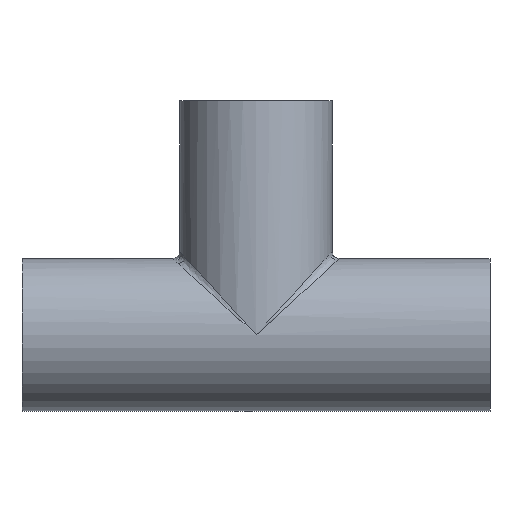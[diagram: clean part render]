
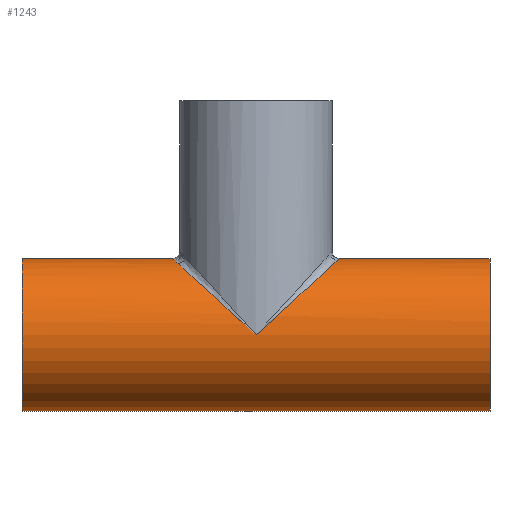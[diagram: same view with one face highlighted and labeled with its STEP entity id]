
A CAD part, front view. The second image highlights one B-rep face of the part: STEP entity #1243.
In plain terms, the highlighted cylindrical face has radius 21.2 mm (diameter 42.4 mm), a full revolution.
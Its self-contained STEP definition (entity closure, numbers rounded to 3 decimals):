
#939=CARTESIAN_POINT('',(0.0,21.2,0.0));
#940=VERTEX_POINT('',#939);
#941=CARTESIAN_POINT('',(0.0,-21.2,0.0));
#942=VERTEX_POINT('',#941);
#943=CARTESIAN_POINT('',(0.0,0.0,0.0));
#944=DIRECTION('',(0.675,0.0,0.738));
#945=DIRECTION('',(-0.738,0.0,0.675));
#946=AXIS2_PLACEMENT_3D('',#943,#944,#945);
#947=ELLIPSE('',#946,31.427,21.2);
#948=EDGE_CURVE('',#940,#942,#947,.T.);
#1141=CARTESIAN_POINT('',(0.0,0.0,0.0));
#1142=DIRECTION('',(-0.675,0.0,0.738));
#1143=DIRECTION('',(0.738,0.0,0.675));
#1144=AXIS2_PLACEMENT_3D('',#1141,#1142,#1143);
#1145=ELLIPSE('',#1144,31.427,21.2);
#1146=EDGE_CURVE('',#942,#940,#1145,.T.);
#1212=CARTESIAN_POINT('',(0.0,0.0,0.0));
#1213=DIRECTION('',(-1.0,0.0,0.0));
#1214=DIRECTION('',(0.0,-1.0,0.0));
#1215=AXIS2_PLACEMENT_3D('',#1212,#1213,#1214);
#1216=CYLINDRICAL_SURFACE('',#1215,21.2);
#1217=CARTESIAN_POINT('',(-65.0,-21.2,0.0));
#1218=VERTEX_POINT('',#1217);
#1219=CARTESIAN_POINT('',(-65.0,0.0,0.0));
#1220=DIRECTION('',(-1.0,0.0,0.0));
#1221=DIRECTION('',(0.0,-1.0,0.0));
#1222=AXIS2_PLACEMENT_3D('',#1219,#1220,#1221);
#1223=CIRCLE('',#1222,21.2);
#1224=EDGE_CURVE('',#1218,#1218,#1223,.T.);
#1225=ORIENTED_EDGE('',*,*,#1224,.F.);
#1226=EDGE_LOOP('',(#1225));
#1227=FACE_OUTER_BOUND('',#1226,.T.);
#1228=ORIENTED_EDGE('',*,*,#948,.F.);
#1229=ORIENTED_EDGE('',*,*,#1146,.F.);
#1230=EDGE_LOOP('',(#1228,#1229));
#1231=FACE_BOUND('',#1230,.T.);
#1232=CARTESIAN_POINT('',(65.0,-21.2,0.0));
#1233=VERTEX_POINT('',#1232);
#1234=CARTESIAN_POINT('',(65.0,0.0,0.0));
#1235=DIRECTION('',(-1.0,0.0,0.0));
#1236=DIRECTION('',(0.0,-1.0,0.0));
#1237=AXIS2_PLACEMENT_3D('',#1234,#1235,#1236);
#1238=CIRCLE('',#1237,21.2);
#1239=EDGE_CURVE('',#1233,#1233,#1238,.T.);
#1240=ORIENTED_EDGE('',*,*,#1239,.T.);
#1241=EDGE_LOOP('',(#1240));
#1242=FACE_BOUND('',#1241,.T.);
#1243=ADVANCED_FACE('',(#1227,#1231,#1242),#1216,.T.);
